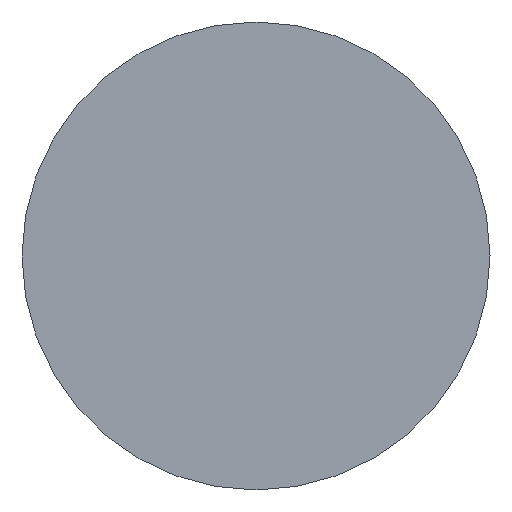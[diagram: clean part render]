
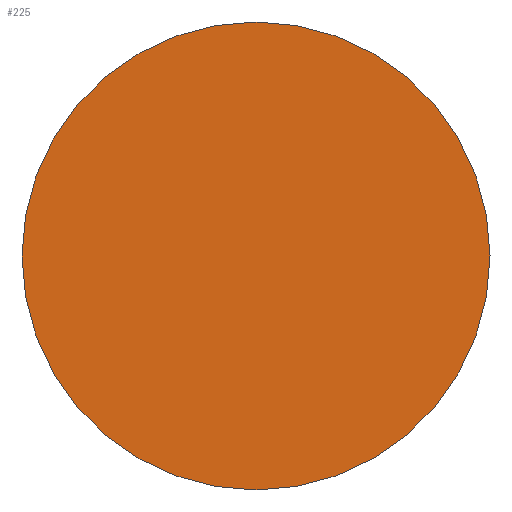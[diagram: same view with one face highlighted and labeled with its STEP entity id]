
A CAD part, front view. The second image highlights one B-rep face of the part: STEP entity #225.
In plain terms, the highlighted planar face has unit normal (0, -1, 0).
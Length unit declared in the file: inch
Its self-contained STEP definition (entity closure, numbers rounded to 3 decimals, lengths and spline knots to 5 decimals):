
#6 = VERTEX_POINT ( 'NONE', #201 ) ;
#7 = CIRCLE ( 'NONE', #277, 0.25 ) ;
#41 = DIRECTION ( 'NONE',  ( 0., 0., -1. ) ) ;
#43 = CARTESIAN_POINT ( 'NONE',  ( 0., 0., 0. ) ) ;
#60 = ORIENTED_EDGE ( 'NONE', *, *, #388, .T. ) ;
#79 = CIRCLE ( 'NONE', #150, 0.25 ) ;
#111 = DIRECTION ( 'NONE',  ( 0., -1., 0. ) ) ;
#137 = DIRECTION ( 'NONE',  ( 0., -1., 0. ) ) ;
#150 = AXIS2_PLACEMENT_3D ( 'NONE', #397, #111, #294 ) ;
#153 = PLANE ( 'NONE',  #323 ) ;
#201 = CARTESIAN_POINT ( 'NONE',  ( 0., 0., 0.25 ) ) ;
#220 = VERTEX_POINT ( 'NONE', #359 ) ;
#225 = ADVANCED_FACE ( 'NONE', ( #361 ), #153, .T. ) ;
#266 = DIRECTION ( 'NONE',  ( 0., -1., 0. ) ) ;
#277 = AXIS2_PLACEMENT_3D ( 'NONE', #297, #137, #431 ) ;
#294 = DIRECTION ( 'NONE',  ( 0., 0., -1. ) ) ;
#296 = EDGE_LOOP ( 'NONE', ( #60, #316 ) ) ;
#297 = CARTESIAN_POINT ( 'NONE',  ( 0., 0., 0. ) ) ;
#316 = ORIENTED_EDGE ( 'NONE', *, *, #432, .T. ) ;
#323 = AXIS2_PLACEMENT_3D ( 'NONE', #43, #266, #41 ) ;
#359 = CARTESIAN_POINT ( 'NONE',  ( 0., 0., -0.25 ) ) ;
#361 = FACE_OUTER_BOUND ( 'NONE', #296, .T. ) ;
#388 = EDGE_CURVE ( 'NONE', #220, #6, #79, .T. ) ;
#397 = CARTESIAN_POINT ( 'NONE',  ( 0., 0., 0. ) ) ;
#431 = DIRECTION ( 'NONE',  ( 0., 0., -1. ) ) ;
#432 = EDGE_CURVE ( 'NONE', #6, #220, #7, .T. ) ;
